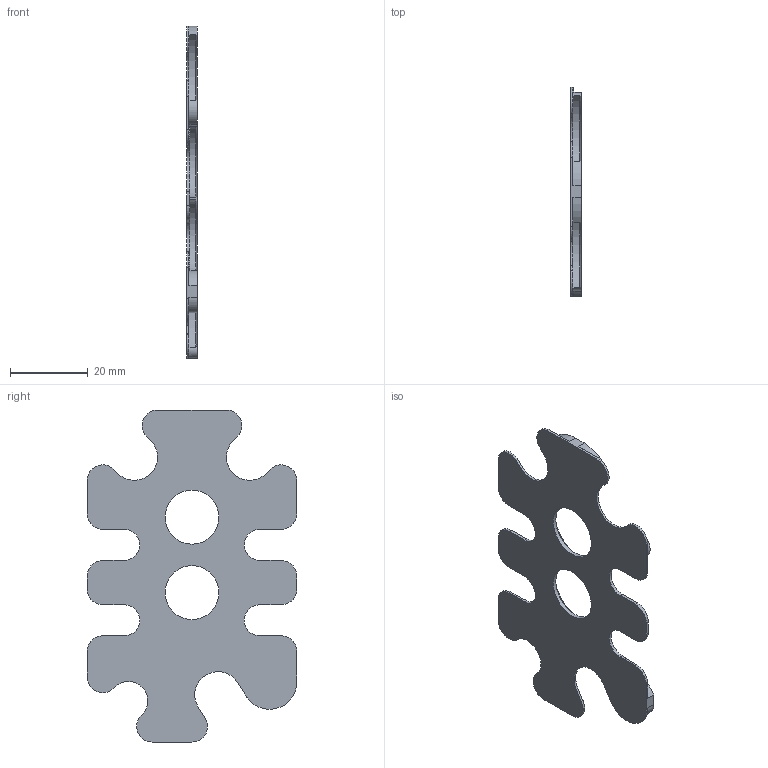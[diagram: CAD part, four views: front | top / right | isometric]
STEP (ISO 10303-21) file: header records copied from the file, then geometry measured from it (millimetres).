
FILE_DESCRIPTION(/* description */ (''),/* implementation_level */ '2;1');
FILE_NAME(/* name */ 'final_v2.step',/* time_stamp */ '2025-04-12T18:43:48-04:00',/* author */ (''),/* organization */ (''),/* preprocessor_version */ 'ST-DEVELOPER v20.1',/* originating_system */ 'Autodesk Translation Framework v14.4.0.0',/* authorisation */ '');
FILE_SCHEMA (('AUTOMOTIVE_DESIGN { 1 0 10303 214 3 1 1 }'));
Length unit declared in the file: millimetre
Products named in the file (1): optimal spaced coin layout
Bounding box: 2.8 x 54 x 85.6 mm (x, y, z)
Volume: 3601.3 mm3; surface area: 7172.9 mm2
Topology: 1 solids, 1 shells, 112 faces, 318 edges, 210 vertices
Faces by surface type: cylinder 57, plane 45, cone 10
Full cylindrical faces by diameter (mm): 13.91 x2
Entity records: 3739 total; most frequent: CARTESIAN_POINT 724, DIRECTION 640, ORIENTED_EDGE 636, EDGE_CURVE 318, AXIS2_PLACEMENT_3D 234, VERTEX_POINT 210, LINE 172, VECTOR 172
